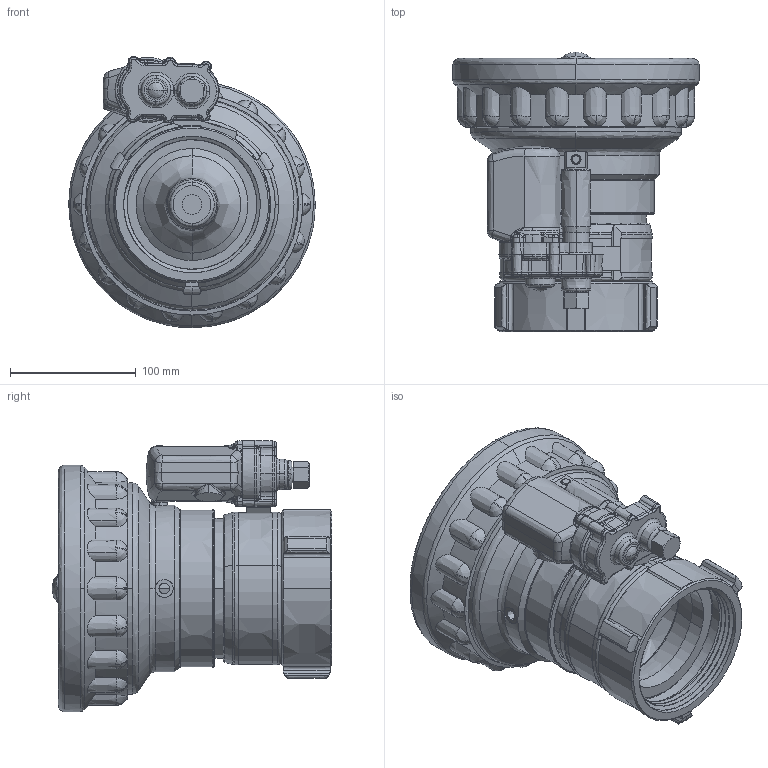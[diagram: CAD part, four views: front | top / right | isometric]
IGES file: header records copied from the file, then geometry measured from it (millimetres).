
Start section: SolidWorks IGES file using NURBS representation for surfaces
Global section: file name: SM-2000E_Nozzle DD.IGS; native system: SolidWorks 2012; preprocessor: SolidWorks 2012; author: RAsire; date: 120419.145158; units: inch
Bounding box: 195.63 x 221.95 x 215.46 mm (x, y, z)
Volume: 1771926.1 mm3; surface area: 520034.6 mm2
Topology: 15 solids, 15 shells, 1427 faces, 4216 edges, 2383 vertices
Faces by surface type: bspline 1427
